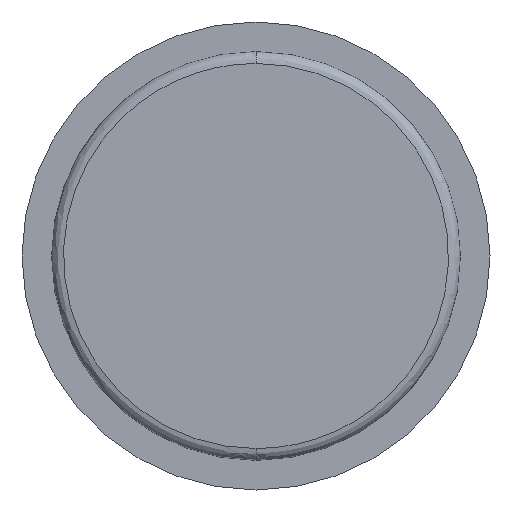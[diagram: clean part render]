
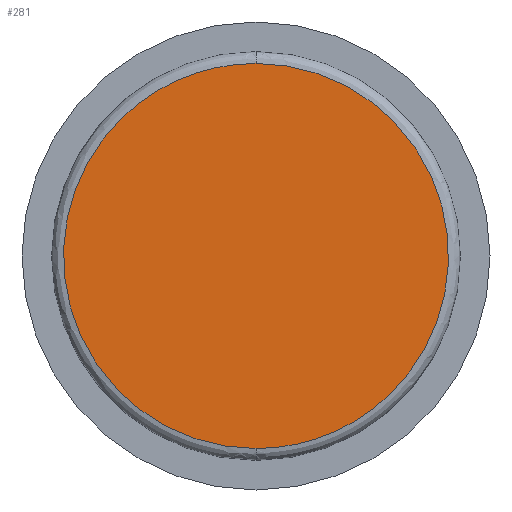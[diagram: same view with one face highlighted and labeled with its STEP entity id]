
A CAD part, front view. The second image highlights one B-rep face of the part: STEP entity #281.
In plain terms, the highlighted planar face has unit normal (0, -1, 0).
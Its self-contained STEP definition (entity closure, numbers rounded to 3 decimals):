
#42 = CARTESIAN_POINT ( 'NONE',  ( -16.25, -2., 0. ) ) ;
#62 = EDGE_CURVE ( 'NONE', #263, #336, #343, .T. ) ;
#63 = CARTESIAN_POINT ( 'NONE',  ( -65., -2., 32.5 ) ) ;
#75 = AXIS2_PLACEMENT_3D ( 'NONE', #42, #236, #308 ) ;
#83 = CARTESIAN_POINT ( 'NONE',  ( 65., -2., 32.5 ) ) ;
#118 = CARTESIAN_POINT ( 'NONE',  ( 0., -2., 32.5 ) ) ;
#174 = CARTESIAN_POINT ( 'NONE',  ( 65., -2., -32.5 ) ) ;
#207 = EDGE_LOOP ( 'NONE', ( #365, #312 ) ) ;
#221 =( BOUNDED_CURVE ( )  B_SPLINE_CURVE ( 3, ( #282, #83, #174, #313 ),
 .UNSPECIFIED., .F., .F. ) 
 B_SPLINE_CURVE_WITH_KNOTS ( ( 4, 4 ),
 ( 0.25, 0.75 ),
 .UNSPECIFIED. ) 
 CURVE ( )  GEOMETRIC_REPRESENTATION_ITEM ( )  RATIONAL_B_SPLINE_CURVE ( ( 1., 0.333, 0.333, 1. ) ) 
 REPRESENTATION_ITEM ( '' )  );
#226 = CARTESIAN_POINT ( 'NONE',  ( -65., -2., -32.5 ) ) ;
#236 = DIRECTION ( 'NONE',  ( 0., -1., 0. ) ) ;
#237 = PLANE ( 'NONE',  #75 ) ;
#243 = FACE_OUTER_BOUND ( 'NONE', #207, .T. ) ;
#263 = VERTEX_POINT ( 'NONE', #370 ) ;
#281 = ADVANCED_FACE ( 'NONE', ( #243 ), #237, .T. ) ;
#282 = CARTESIAN_POINT ( 'NONE',  ( 0., -2., 32.5 ) ) ;
#308 = DIRECTION ( 'NONE',  ( 0., 0., -1. ) ) ;
#312 = ORIENTED_EDGE ( 'NONE', *, *, #345, .F. ) ;
#313 = CARTESIAN_POINT ( 'NONE',  ( 0., -2., -32.5 ) ) ;
#336 = VERTEX_POINT ( 'NONE', #118 ) ;
#343 =( BOUNDED_CURVE ( )  B_SPLINE_CURVE ( 3, ( #357, #226, #63, #391 ),
 .UNSPECIFIED., .F., .T. ) 
 B_SPLINE_CURVE_WITH_KNOTS ( ( 4, 4 ),
 ( 0.75, 1.25 ),
 .UNSPECIFIED. ) 
 CURVE ( )  GEOMETRIC_REPRESENTATION_ITEM ( )  RATIONAL_B_SPLINE_CURVE ( ( 1., 0.333, 0.333, 1. ) ) 
 REPRESENTATION_ITEM ( '' )  );
#345 = EDGE_CURVE ( 'NONE', #336, #263, #221, .T. ) ;
#357 = CARTESIAN_POINT ( 'NONE',  ( 0., -2., -32.5 ) ) ;
#365 = ORIENTED_EDGE ( 'NONE', *, *, #62, .F. ) ;
#370 = CARTESIAN_POINT ( 'NONE',  ( 0., -2., -32.5 ) ) ;
#391 = CARTESIAN_POINT ( 'NONE',  ( 0., -2., 32.5 ) ) ;
